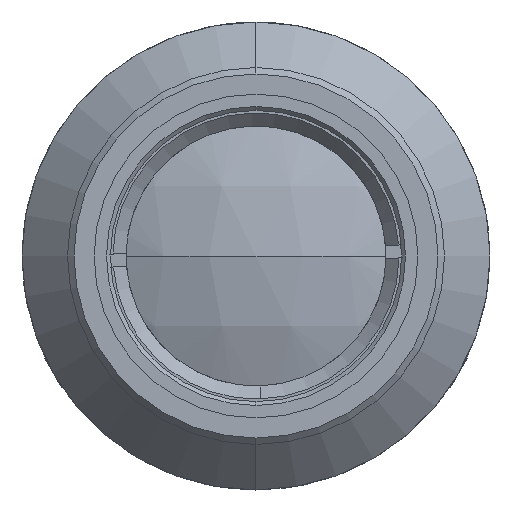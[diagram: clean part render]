
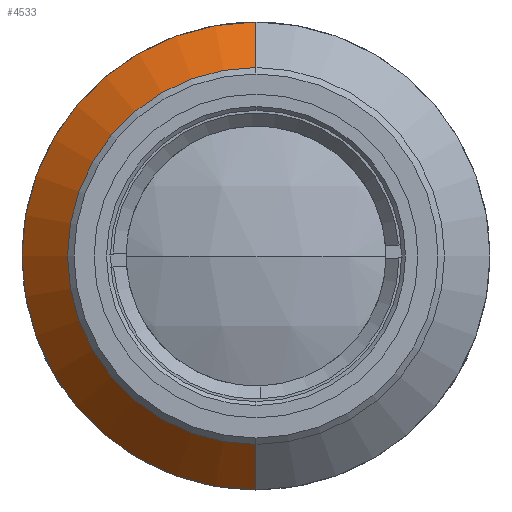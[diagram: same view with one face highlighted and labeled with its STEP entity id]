
A CAD part, left-side view. The second image highlights one B-rep face of the part: STEP entity #4533.
In plain terms, the highlighted conical face has half-angle 45 degrees and reference radius 18 mm.
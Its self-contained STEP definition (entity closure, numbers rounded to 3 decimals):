
#77 = VERTEX_POINT ( 'NONE', #536 ) ;
#103 = DIRECTION ( 'NONE',  ( 0.707, 0., 0.707 ) ) ;
#158 = EDGE_CURVE ( 'NONE', #1741, #3284, #2692, .T. ) ;
#406 = CARTESIAN_POINT ( 'NONE',  ( 13.5, 0., -18. ) ) ;
#480 = VECTOR ( 'NONE', #103, 1000. ) ;
#508 = LINE ( 'NONE', #2022, #480 ) ;
#536 = CARTESIAN_POINT ( 'NONE',  ( 10., 0., 14.5 ) ) ;
#550 = ORIENTED_EDGE ( 'NONE', *, *, #1085, .T. ) ;
#575 = AXIS2_PLACEMENT_3D ( 'NONE', #2644, #3369, #4521 ) ;
#768 = CARTESIAN_POINT ( 'NONE',  ( 10., 0., -14.5 ) ) ;
#831 = DIRECTION ( 'NONE',  ( 0.707, 0., -0.707 ) ) ;
#967 = CIRCLE ( 'NONE', #575, 14.5 ) ;
#1085 = EDGE_CURVE ( 'NONE', #77, #1741, #508, .T. ) ;
#1168 = EDGE_LOOP ( 'NONE', ( #4296, #550, #3664, #3637 ) ) ;
#1231 = DIRECTION ( 'NONE',  ( 0., 0., -1. ) ) ;
#1624 = DIRECTION ( 'NONE',  ( 1., 0., 0. ) ) ;
#1708 = VERTEX_POINT ( 'NONE', #768 ) ;
#1741 = VERTEX_POINT ( 'NONE', #2968 ) ;
#1772 = EDGE_CURVE ( 'NONE', #77, #1708, #967, .T. ) ;
#1897 = CARTESIAN_POINT ( 'NONE',  ( 13.5, 0., 0. ) ) ;
#2002 = LINE ( 'NONE', #406, #3115 ) ;
#2022 = CARTESIAN_POINT ( 'NONE',  ( 13.5, 0., 18. ) ) ;
#2363 = CARTESIAN_POINT ( 'NONE',  ( 13.5, 0., 0. ) ) ;
#2574 = CONICAL_SURFACE ( 'NONE', #3530, 18., 0.785 ) ;
#2644 = CARTESIAN_POINT ( 'NONE',  ( 10., 0., 0. ) ) ;
#2652 = DIRECTION ( 'NONE',  ( -1., 0., 0. ) ) ;
#2692 = CIRCLE ( 'NONE', #3091, 18. ) ;
#2968 = CARTESIAN_POINT ( 'NONE',  ( 13.5, 0., 18. ) ) ;
#3091 = AXIS2_PLACEMENT_3D ( 'NONE', #1897, #2652, #4567 ) ;
#3115 = VECTOR ( 'NONE', #831, 1000. ) ;
#3278 = CARTESIAN_POINT ( 'NONE',  ( 13.5, 0., -18. ) ) ;
#3284 = VERTEX_POINT ( 'NONE', #3278 ) ;
#3369 = DIRECTION ( 'NONE',  ( -1., 0., 0. ) ) ;
#3421 = EDGE_CURVE ( 'NONE', #1708, #3284, #2002, .T. ) ;
#3530 = AXIS2_PLACEMENT_3D ( 'NONE', #2363, #1624, #1231 ) ;
#3637 = ORIENTED_EDGE ( 'NONE', *, *, #3421, .F. ) ;
#3664 = ORIENTED_EDGE ( 'NONE', *, *, #158, .T. ) ;
#3865 = FACE_OUTER_BOUND ( 'NONE', #1168, .T. ) ;
#4296 = ORIENTED_EDGE ( 'NONE', *, *, #1772, .F. ) ;
#4521 = DIRECTION ( 'NONE',  ( 0., 0., 1. ) ) ;
#4533 = ADVANCED_FACE ( 'NONE', ( #3865 ), #2574, .T. ) ;
#4567 = DIRECTION ( 'NONE',  ( 0., 0., 1. ) ) ;
